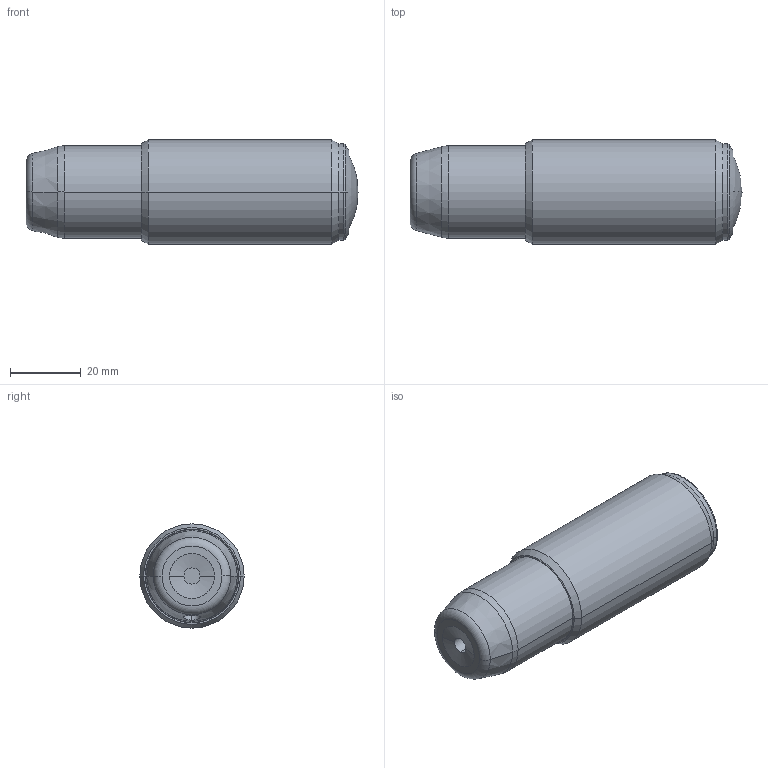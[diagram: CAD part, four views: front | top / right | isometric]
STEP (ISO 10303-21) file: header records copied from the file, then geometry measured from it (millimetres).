
FILE_DESCRIPTION((''),'2;1');
FILE_NAME('148995_SM01_ASM','2025-08-15T13:30:05',('banengservice'),('BANNER ENGINEERING'),'CREO PARAMETRIC BY PTC INC, 2022414','CREO PARAMETRIC BY PTC INC, 2022414','');
FILE_SCHEMA(('CONFIG_CONTROL_DESIGN'));
Length unit declared in the file: millimetre
Products named in the file (2): 148995_EP01; 148995_SM01_ASM
Assembly tree (1 placements, depth 2):
  148995_SM01_ASM
    148995_EP01
Bounding box: 93.88 x 29.46 x 29.46 mm (x, y, z)
Volume: 56044.5 mm3; surface area: 9462.6 mm2
Topology: 1 solids, 1 shells, 43 faces, 88 edges, 49 vertices
Faces by surface type: cone 14, cylinder 12, torus 8, plane 5, bspline 2, sphere 2
Entity records: 1271 total; most frequent: CARTESIAN_POINT 279, DIRECTION 230, ORIENTED_EDGE 172, AXIS2_PLACEMENT_3D 102, EDGE_CURVE 86, CIRCLE 58, VERTEX_POINT 49, EDGE_LOOP 47
